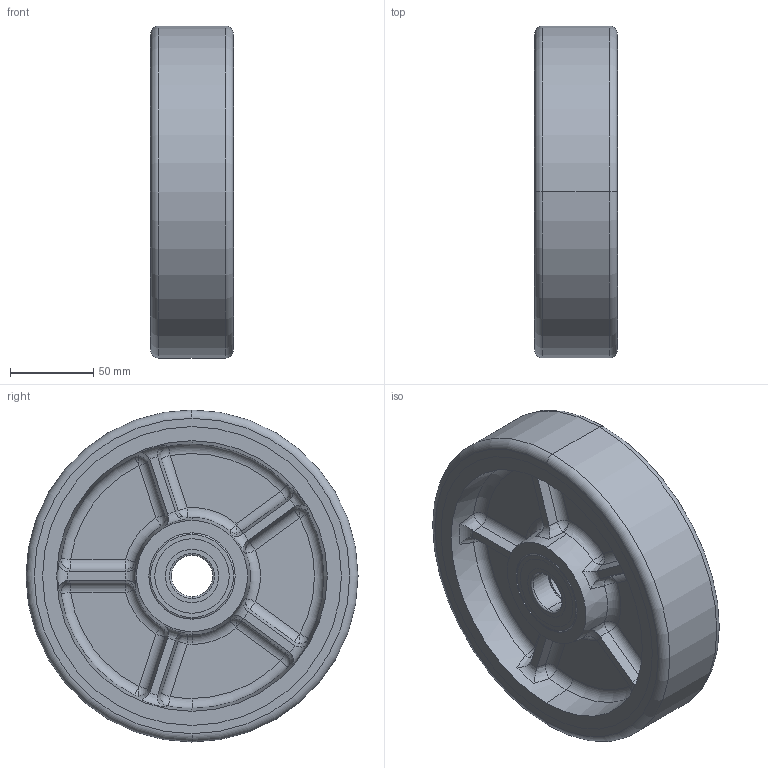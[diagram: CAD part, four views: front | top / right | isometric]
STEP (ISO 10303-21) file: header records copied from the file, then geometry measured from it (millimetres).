
FILE_DESCRIPTION (( 'STEP AP214' ), '1' );
FILE_NAME ('0030961.step', '2022-03-25T09:00:46', ( '' ), ( '' ), 'SwSTEP 2.0', 'SolidWorks 2020', '' );
FILE_SCHEMA (( 'AUTOMOTIVE_DESIGN' ));
Length unit declared in the file: millimetre
Products named in the file (1): 0030961
Bounding box: 50 x 200 x 200 mm (x, y, z)
Volume: 836160.5 mm3; surface area: 217503.5 mm2
Topology: 13 solids, 13 shells, 362 faces, 788 edges, 460 vertices
Faces by surface type: cylinder 92, torus 84, plane 74, sphere 56, bspline 40, cone 16
Entity records: 15106 total; most frequent: CARTESIAN_POINT 3177, DIRECTION 1754, ORIENTED_EDGE 1576, AXIS2_PLACEMENT_3D 803, EDGE_CURVE 788, CIRCLE 480, VERTEX_POINT 460, EDGE_LOOP 396
